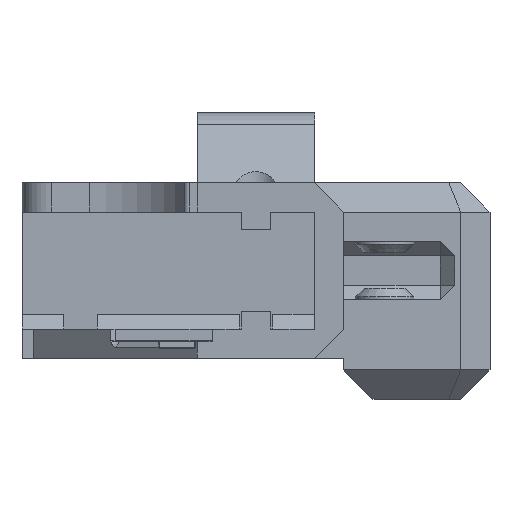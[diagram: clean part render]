
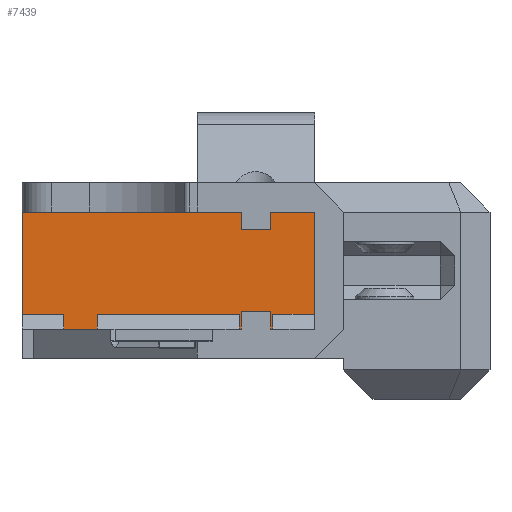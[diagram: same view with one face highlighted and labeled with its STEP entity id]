
A CAD part, left-side view. The second image highlights one B-rep face of the part: STEP entity #7439.
In plain terms, the highlighted planar face has unit normal (-1, 0, 0).
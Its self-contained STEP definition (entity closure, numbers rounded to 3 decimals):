
#1760 = PLANE('',#1761);
#1761 = AXIS2_PLACEMENT_3D('',#1762,#1763,#1764);
#1762 = CARTESIAN_POINT('',(-70.,-10.,-10.));
#1763 = DIRECTION('',(0.,0.,1.));
#1764 = DIRECTION('',(0.,1.,0.));
#2091 = PLANE('',#2092);
#2092 = AXIS2_PLACEMENT_3D('',#2093,#2094,#2095);
#2093 = CARTESIAN_POINT('',(-70.,53.667,10.));
#2094 = DIRECTION('',(0.,0.,-1.));
#2095 = DIRECTION('',(0.,-1.,0.));
#2223 = PLANE('',#2224);
#2224 = AXIS2_PLACEMENT_3D('',#2225,#2226,#2227);
#2225 = CARTESIAN_POINT('',(-70.,-10.,10.));
#2226 = DIRECTION('',(0.,1.,0.));
#2227 = DIRECTION('',(0.,0.,-1.));
#3426 = VERTEX_POINT('',#3427);
#3427 = CARTESIAN_POINT('',(10.,-10.,-10.));
#3448 = EDGE_CURVE('',#3426,#3449,#3451,.T.);
#3449 = VERTEX_POINT('',#3450);
#3450 = CARTESIAN_POINT('',(10.,40.,-10.));
#3451 = SURFACE_CURVE('',#3452,(#3456,#3463),.PCURVE_S1.);
#3452 = LINE('',#3453,#3454);
#3453 = CARTESIAN_POINT('',(10.,-10.,-10.));
#3454 = VECTOR('',#3455,1.);
#3455 = DIRECTION('',(0.,1.,0.));
#3456 = PCURVE('',#1760,#3457);
#3457 = DEFINITIONAL_REPRESENTATION('',(#3458),#3462);
#3458 = LINE('',#3459,#3460);
#3459 = CARTESIAN_POINT('',(0.,-80.));
#3460 = VECTOR('',#3461,1.);
#3461 = DIRECTION('',(1.,0.));
#3462 = ( GEOMETRIC_REPRESENTATION_CONTEXT(2) 
PARAMETRIC_REPRESENTATION_CONTEXT() REPRESENTATION_CONTEXT('2D SPACE',''
  ) );
#3463 = PCURVE('',#3464,#3469);
#3464 = PLANE('',#3465);
#3465 = AXIS2_PLACEMENT_3D('',#3466,#3467,#3468);
#3466 = CARTESIAN_POINT('',(10.,53.667,10.));
#3467 = DIRECTION('',(-1.,0.,0.));
#3468 = DIRECTION('',(0.,0.,-1.));
#3469 = DEFINITIONAL_REPRESENTATION('',(#3470),#3474);
#3470 = LINE('',#3471,#3472);
#3471 = CARTESIAN_POINT('',(20.,63.667));
#3472 = VECTOR('',#3473,1.);
#3473 = DIRECTION('',(0.,-1.));
#3474 = ( GEOMETRIC_REPRESENTATION_CONTEXT(2) 
PARAMETRIC_REPRESENTATION_CONTEXT() REPRESENTATION_CONTEXT('2D SPACE',''
  ) );
#3491 = PLANE('',#3492);
#3492 = AXIS2_PLACEMENT_3D('',#3493,#3494,#3495);
#3493 = CARTESIAN_POINT('',(-10.,40.,-22.));
#3494 = DIRECTION('',(0.,1.,0.));
#3495 = DIRECTION('',(1.,0.,0.));
#4829 = VERTEX_POINT('',#4830);
#4830 = CARTESIAN_POINT('',(10.,-10.,10.));
#4851 = EDGE_CURVE('',#4829,#3426,#4852,.T.);
#4852 = SURFACE_CURVE('',#4853,(#4857,#4864),.PCURVE_S1.);
#4853 = LINE('',#4854,#4855);
#4854 = CARTESIAN_POINT('',(10.,-10.,10.));
#4855 = VECTOR('',#4856,1.);
#4856 = DIRECTION('',(0.,0.,-1.));
#4857 = PCURVE('',#2223,#4858);
#4858 = DEFINITIONAL_REPRESENTATION('',(#4859),#4863);
#4859 = LINE('',#4860,#4861);
#4860 = CARTESIAN_POINT('',(0.,-80.));
#4861 = VECTOR('',#4862,1.);
#4862 = DIRECTION('',(1.,0.));
#4863 = ( GEOMETRIC_REPRESENTATION_CONTEXT(2) 
PARAMETRIC_REPRESENTATION_CONTEXT() REPRESENTATION_CONTEXT('2D SPACE',''
  ) );
#4864 = PCURVE('',#3464,#4865);
#4865 = DEFINITIONAL_REPRESENTATION('',(#4866),#4870);
#4866 = LINE('',#4867,#4868);
#4867 = CARTESIAN_POINT('',(0.,63.667));
#4868 = VECTOR('',#4869,1.);
#4869 = DIRECTION('',(1.,0.));
#4870 = ( GEOMETRIC_REPRESENTATION_CONTEXT(2) 
PARAMETRIC_REPRESENTATION_CONTEXT() REPRESENTATION_CONTEXT('2D SPACE',''
  ) );
#5250 = VERTEX_POINT('',#5251);
#5251 = CARTESIAN_POINT('',(10.,40.,10.));
#5270 = EDGE_CURVE('',#5250,#4829,#5271,.T.);
#5271 = SURFACE_CURVE('',#5272,(#5276,#5283),.PCURVE_S1.);
#5272 = LINE('',#5273,#5274);
#5273 = CARTESIAN_POINT('',(10.,53.667,10.));
#5274 = VECTOR('',#5275,1.);
#5275 = DIRECTION('',(0.,-1.,0.));
#5276 = PCURVE('',#2091,#5277);
#5277 = DEFINITIONAL_REPRESENTATION('',(#5278),#5282);
#5278 = LINE('',#5279,#5280);
#5279 = CARTESIAN_POINT('',(0.,-80.));
#5280 = VECTOR('',#5281,1.);
#5281 = DIRECTION('',(1.,0.));
#5282 = ( GEOMETRIC_REPRESENTATION_CONTEXT(2) 
PARAMETRIC_REPRESENTATION_CONTEXT() REPRESENTATION_CONTEXT('2D SPACE',''
  ) );
#5283 = PCURVE('',#3464,#5284);
#5284 = DEFINITIONAL_REPRESENTATION('',(#5285),#5289);
#5285 = LINE('',#5286,#5287);
#5286 = CARTESIAN_POINT('',(0.,0.));
#5287 = VECTOR('',#5288,1.);
#5288 = DIRECTION('',(0.,1.));
#5289 = ( GEOMETRIC_REPRESENTATION_CONTEXT(2) 
PARAMETRIC_REPRESENTATION_CONTEXT() REPRESENTATION_CONTEXT('2D SPACE',''
  ) );
#7221 = EDGE_CURVE('',#3449,#5250,#7222,.T.);
#7222 = SURFACE_CURVE('',#7223,(#7227,#7233),.PCURVE_S1.);
#7223 = LINE('',#7224,#7225);
#7224 = CARTESIAN_POINT('',(10.,40.,-6.));
#7225 = VECTOR('',#7226,1.);
#7226 = DIRECTION('',(0.,0.,1.));
#7227 = PCURVE('',#3491,#7228);
#7228 = DEFINITIONAL_REPRESENTATION('',(#7229),#7232);
#7229 = B_SPLINE_CURVE_WITH_KNOTS('',1,(#7230,#7231),.UNSPECIFIED.,.F.,
  .F.,(2,2),(-6.,18.),.PIECEWISE_BEZIER_KNOTS.);
#7230 = CARTESIAN_POINT('',(20.,-10.));
#7231 = CARTESIAN_POINT('',(20.,-34.));
#7232 = ( GEOMETRIC_REPRESENTATION_CONTEXT(2) 
PARAMETRIC_REPRESENTATION_CONTEXT() REPRESENTATION_CONTEXT('2D SPACE',''
  ) );
#7233 = PCURVE('',#3464,#7234);
#7234 = DEFINITIONAL_REPRESENTATION('',(#7235),#7238);
#7235 = B_SPLINE_CURVE_WITH_KNOTS('',1,(#7236,#7237),.UNSPECIFIED.,.F.,
  .F.,(2,2),(-6.,18.),.PIECEWISE_BEZIER_KNOTS.);
#7236 = CARTESIAN_POINT('',(22.,13.667));
#7237 = CARTESIAN_POINT('',(-2.,13.667));
#7238 = ( GEOMETRIC_REPRESENTATION_CONTEXT(2) 
PARAMETRIC_REPRESENTATION_CONTEXT() REPRESENTATION_CONTEXT('2D SPACE',''
  ) );
#7439 = ADVANCED_FACE('',(#7440),#3464,.T.);
#7440 = FACE_BOUND('',#7441,.T.);
#7441 = EDGE_LOOP('',(#7442,#7443,#7444,#7445));
#7442 = ORIENTED_EDGE('',*,*,#5270,.F.);
#7443 = ORIENTED_EDGE('',*,*,#7221,.F.);
#7444 = ORIENTED_EDGE('',*,*,#3448,.F.);
#7445 = ORIENTED_EDGE('',*,*,#4851,.F.);
